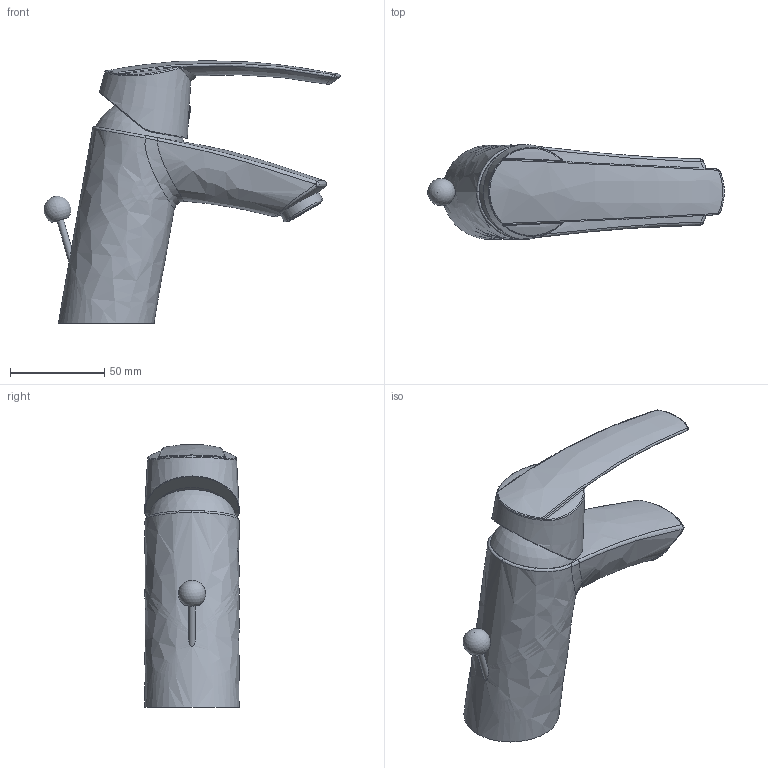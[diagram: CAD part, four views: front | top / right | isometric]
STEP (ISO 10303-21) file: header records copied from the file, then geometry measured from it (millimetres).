
FILE_DESCRIPTION(/* description */ ('Unknown'),/* implementation_level */ '2;1');
FILE_NAME(/* name */ '_32559001',/* time_stamp */ '2022-09-08T12:06:10+02:00',/* author */ ('Unknown'),/* organization */ ('GROHE AG'),/* preprocessor_version */ 'ST-DEVELOPER v16.7',/* originating_system */ 'DEX',/* authorisation */ $);
FILE_SCHEMA (('AUTOMOTIVE_DESIGN {1 0 10303 214 3 1 1}'));
Length unit declared in the file: millimetre
Products named in the file (2): _32559001
Assembly tree (1 placements, depth 2):
  _32559001
    _32559001
Bounding box: 157.23 x 50.16 x 139.09 mm (x, y, z)
Volume: 336411.5 mm3; surface area: 43837.7 mm2
Topology: 1 solids, 15 shells, 227 faces, 531 edges, 332 vertices
Faces by surface type: bspline 68, cylinder 66, plane 60, cone 26, sphere 6, torus 1
Full cylindrical faces by diameter (mm): 3.45 x1, 6.9 x1, 18 x1, 20 x1, 20.1 x1, 20.9 x1, 23.6 x1, 40 x1
Entity records: 16628 total; most frequent: CARTESIAN_POINT 10667, ORIENTED_EDGE 994, DIRECTION 682, EDGE_CURVE 497, VERTEX_POINT 323, AXIS2_PLACEMENT_3D 315, B_SPLINE_CURVE_WITH_KNOTS 291, EDGE_LOOP 250
